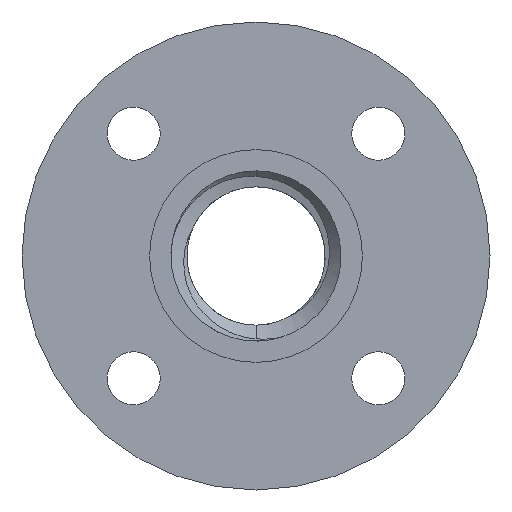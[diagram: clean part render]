
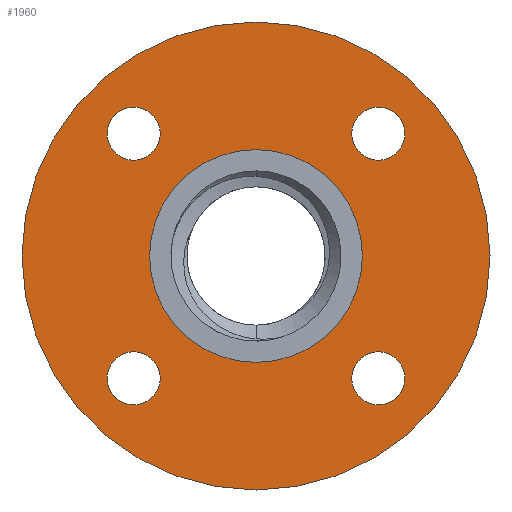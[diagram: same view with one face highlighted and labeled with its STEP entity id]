
A CAD part, front view. The second image highlights one B-rep face of the part: STEP entity #1960.
In plain terms, the highlighted planar face has unit normal (0, -1, 0).
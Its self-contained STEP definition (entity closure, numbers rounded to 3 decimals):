
#141 = CIRCLE ( 'NONE', #3557, 1.25 ) ;
#172 = CARTESIAN_POINT ( 'NONE',  ( -5.75, -1.75, -7. ) ) ;
#269 = DIRECTION ( 'NONE',  ( 0., 0., -1. ) ) ;
#283 = DIRECTION ( 'NONE',  ( 0., -1., 0. ) ) ;
#286 = DIRECTION ( 'NONE',  ( 0., -1., 0. ) ) ;
#292 = CARTESIAN_POINT ( 'NONE',  ( -5.75, -1.75, 5.75 ) ) ;
#293 = EDGE_CURVE ( 'NONE', #2030, #863, #469, .T. ) ;
#337 = CARTESIAN_POINT ( 'NONE',  ( -5.75, -1.75, 5.75 ) ) ;
#346 = DIRECTION ( 'NONE',  ( 0., 0., -1. ) ) ;
#365 = DIRECTION ( 'NONE',  ( 0., 0., -1. ) ) ;
#382 = FACE_BOUND ( 'NONE', #3145, .T. ) ;
#399 = DIRECTION ( 'NONE',  ( 0., 1., 0. ) ) ;
#418 = CARTESIAN_POINT ( 'NONE',  ( -5.75, -1.75, -5.75 ) ) ;
#420 = DIRECTION ( 'NONE',  ( 0., 0., 1. ) ) ;
#428 = CARTESIAN_POINT ( 'NONE',  ( 5.75, -1.75, 4.5 ) ) ;
#430 = DIRECTION ( 'NONE',  ( 0., -1., 0. ) ) ;
#441 = CARTESIAN_POINT ( 'NONE',  ( 0., -1.75, 0. ) ) ;
#469 = CIRCLE ( 'NONE', #3607, 11. ) ;
#527 = EDGE_CURVE ( 'NONE', #3746, #643, #141, .T. ) ;
#565 = CIRCLE ( 'NONE', #3357, 1.25 ) ;
#643 = VERTEX_POINT ( 'NONE', #2041 ) ;
#644 = DIRECTION ( 'NONE',  ( 0., 0., -1. ) ) ;
#650 = CARTESIAN_POINT ( 'NONE',  ( 5.75, -1.75, 7. ) ) ;
#655 = CARTESIAN_POINT ( 'NONE',  ( 0., -1.75, -11. ) ) ;
#705 = ORIENTED_EDGE ( 'NONE', *, *, #1815, .T. ) ;
#707 = CARTESIAN_POINT ( 'NONE',  ( 5.75, -1.75, -5.75 ) ) ;
#733 = CARTESIAN_POINT ( 'NONE',  ( 0., -1.75, 0. ) ) ;
#739 = DIRECTION ( 'NONE',  ( 0., -1., 0. ) ) ;
#789 = VERTEX_POINT ( 'NONE', #428 ) ;
#863 = VERTEX_POINT ( 'NONE', #655 ) ;
#871 = CARTESIAN_POINT ( 'NONE',  ( 0., -1.75, 5. ) ) ;
#947 = CIRCLE ( 'NONE', #3087, 1.25 ) ;
#990 = VERTEX_POINT ( 'NONE', #2993 ) ;
#997 = CARTESIAN_POINT ( 'NONE',  ( 5.75, -1.75, -4.5 ) ) ;
#1015 = ORIENTED_EDGE ( 'NONE', *, *, #2603, .F. ) ;
#1030 = EDGE_CURVE ( 'NONE', #1517, #990, #3673, .T. ) ;
#1082 = DIRECTION ( 'NONE',  ( 0., 0., -1. ) ) ;
#1087 = FACE_BOUND ( 'NONE', #2989, .T. ) ;
#1088 = DIRECTION ( 'NONE',  ( 0., -1., 0. ) ) ;
#1094 = CARTESIAN_POINT ( 'NONE',  ( 5.75, -1.75, 5.75 ) ) ;
#1136 = CARTESIAN_POINT ( 'NONE',  ( 0., -1.75, 5. ) ) ;
#1141 = CIRCLE ( 'NONE', #3518, 1.25 ) ;
#1171 = EDGE_CURVE ( 'NONE', #990, #1517, #2413, .T. ) ;
#1203 = CARTESIAN_POINT ( 'NONE',  ( 0., -1.75, -5. ) ) ;
#1211 = EDGE_CURVE ( 'NONE', #1659, #2650, #565, .T. ) ;
#1225 = EDGE_CURVE ( 'NONE', #863, #2030, #3939, .T. ) ;
#1289 = EDGE_CURVE ( 'NONE', #643, #3746, #1141, .T. ) ;
#1290 = VERTEX_POINT ( 'NONE', #650 ) ;
#1309 = CIRCLE ( 'NONE', #2295, 5. ) ;
#1354 = ORIENTED_EDGE ( 'NONE', *, *, #1225, .F. ) ;
#1382 = CARTESIAN_POINT ( 'NONE',  ( -5.75, -1.75, 7. ) ) ;
#1517 = VERTEX_POINT ( 'NONE', #1382 ) ;
#1521 = ORIENTED_EDGE ( 'NONE', *, *, #1749, .T. ) ;
#1561 = DIRECTION ( 'NONE',  ( 0., 0., -1. ) ) ;
#1659 = VERTEX_POINT ( 'NONE', #172 ) ;
#1738 = CARTESIAN_POINT ( 'NONE',  ( 5.75, -1.75, -5.75 ) ) ;
#1741 = DIRECTION ( 'NONE',  ( 0., -1., 0. ) ) ;
#1746 = DIRECTION ( 'NONE',  ( 0., 0., -1. ) ) ;
#1749 = EDGE_CURVE ( 'NONE', #3388, #3040, #3262, .T. ) ;
#1772 = ORIENTED_EDGE ( 'NONE', *, *, #1171, .F. ) ;
#1804 = ORIENTED_EDGE ( 'NONE', *, *, #1030, .F. ) ;
#1815 = EDGE_CURVE ( 'NONE', #3040, #3388, #1309, .T. ) ;
#1825 = ORIENTED_EDGE ( 'NONE', *, *, #293, .F. ) ;
#1896 = PLANE ( 'NONE',  #2053 ) ;
#1901 = EDGE_LOOP ( 'NONE', ( #2637, #3725 ) ) ;
#1960 = ADVANCED_FACE ( 'NONE', ( #2934, #3790, #2025, #1087, #382, #3681 ), #1896, .T. ) ;
#2004 = ORIENTED_EDGE ( 'NONE', *, *, #2523, .F. ) ;
#2025 = FACE_BOUND ( 'NONE', #3927, .T. ) ;
#2030 = VERTEX_POINT ( 'NONE', #2635 ) ;
#2041 = CARTESIAN_POINT ( 'NONE',  ( 5.75, -1.75, -7. ) ) ;
#2053 = AXIS2_PLACEMENT_3D ( 'NONE', #871, #3549, #1561 ) ;
#2058 = ORIENTED_EDGE ( 'NONE', *, *, #1211, .F. ) ;
#2143 = AXIS2_PLACEMENT_3D ( 'NONE', #3488, #3485, #3482 ) ;
#2295 = AXIS2_PLACEMENT_3D ( 'NONE', #441, #3519, #3658 ) ;
#2319 = AXIS2_PLACEMENT_3D ( 'NONE', #3447, #3445, #3444 ) ;
#2329 = CIRCLE ( 'NONE', #2319, 1.25 ) ;
#2413 = CIRCLE ( 'NONE', #3320, 1.25 ) ;
#2523 = EDGE_CURVE ( 'NONE', #2650, #1659, #3128, .T. ) ;
#2603 = EDGE_CURVE ( 'NONE', #789, #1290, #2329, .T. ) ;
#2635 = CARTESIAN_POINT ( 'NONE',  ( 0., -1.75, 11. ) ) ;
#2637 = ORIENTED_EDGE ( 'NONE', *, *, #527, .F. ) ;
#2650 = VERTEX_POINT ( 'NONE', #3455 ) ;
#2670 = ORIENTED_EDGE ( 'NONE', *, *, #3475, .F. ) ;
#2715 = DIRECTION ( 'NONE',  ( 0., 0., 1. ) ) ;
#2721 = DIRECTION ( 'NONE',  ( 0., 1., 0. ) ) ;
#2725 = CARTESIAN_POINT ( 'NONE',  ( 0., -1.75, 0. ) ) ;
#2817 = AXIS2_PLACEMENT_3D ( 'NONE', #3832, #3819, #3027 ) ;
#2934 = FACE_BOUND ( 'NONE', #3830, .T. ) ;
#2989 = EDGE_LOOP ( 'NONE', ( #2670, #1015 ) ) ;
#2993 = CARTESIAN_POINT ( 'NONE',  ( -5.75, -1.75, 4.5 ) ) ;
#3027 = DIRECTION ( 'NONE',  ( 0., 0., 1. ) ) ;
#3040 = VERTEX_POINT ( 'NONE', #1203 ) ;
#3087 = AXIS2_PLACEMENT_3D ( 'NONE', #1094, #1088, #1082 ) ;
#3128 = CIRCLE ( 'NONE', #2143, 1.25 ) ;
#3145 = EDGE_LOOP ( 'NONE', ( #705, #1521 ) ) ;
#3173 = AXIS2_PLACEMENT_3D ( 'NONE', #292, #286, #269 ) ;
#3262 = CIRCLE ( 'NONE', #2817, 5. ) ;
#3320 = AXIS2_PLACEMENT_3D ( 'NONE', #337, #283, #365 ) ;
#3357 = AXIS2_PLACEMENT_3D ( 'NONE', #418, #430, #346 ) ;
#3388 = VERTEX_POINT ( 'NONE', #1136 ) ;
#3444 = DIRECTION ( 'NONE',  ( 0., 0., -1. ) ) ;
#3445 = DIRECTION ( 'NONE',  ( 0., -1., 0. ) ) ;
#3447 = CARTESIAN_POINT ( 'NONE',  ( 5.75, -1.75, 5.75 ) ) ;
#3450 = AXIS2_PLACEMENT_3D ( 'NONE', #733, #399, #420 ) ;
#3455 = CARTESIAN_POINT ( 'NONE',  ( -5.75, -1.75, -4.5 ) ) ;
#3475 = EDGE_CURVE ( 'NONE', #1290, #789, #947, .T. ) ;
#3482 = DIRECTION ( 'NONE',  ( 0., 0., -1. ) ) ;
#3485 = DIRECTION ( 'NONE',  ( 0., -1., 0. ) ) ;
#3488 = CARTESIAN_POINT ( 'NONE',  ( -5.75, -1.75, -5.75 ) ) ;
#3518 = AXIS2_PLACEMENT_3D ( 'NONE', #707, #739, #644 ) ;
#3519 = DIRECTION ( 'NONE',  ( 0., 1., 0. ) ) ;
#3549 = DIRECTION ( 'NONE',  ( 0., -1., 0. ) ) ;
#3557 = AXIS2_PLACEMENT_3D ( 'NONE', #1738, #1741, #1746 ) ;
#3607 = AXIS2_PLACEMENT_3D ( 'NONE', #2725, #2721, #2715 ) ;
#3658 = DIRECTION ( 'NONE',  ( 0., 0., 1. ) ) ;
#3673 = CIRCLE ( 'NONE', #3173, 1.25 ) ;
#3681 = FACE_OUTER_BOUND ( 'NONE', #3872, .T. ) ;
#3725 = ORIENTED_EDGE ( 'NONE', *, *, #1289, .F. ) ;
#3746 = VERTEX_POINT ( 'NONE', #997 ) ;
#3790 = FACE_BOUND ( 'NONE', #1901, .T. ) ;
#3819 = DIRECTION ( 'NONE',  ( 0., 1., 0. ) ) ;
#3830 = EDGE_LOOP ( 'NONE', ( #2004, #2058 ) ) ;
#3832 = CARTESIAN_POINT ( 'NONE',  ( 0., -1.75, 0. ) ) ;
#3872 = EDGE_LOOP ( 'NONE', ( #1825, #1354 ) ) ;
#3927 = EDGE_LOOP ( 'NONE', ( #1804, #1772 ) ) ;
#3939 = CIRCLE ( 'NONE', #3450, 11. ) ;
